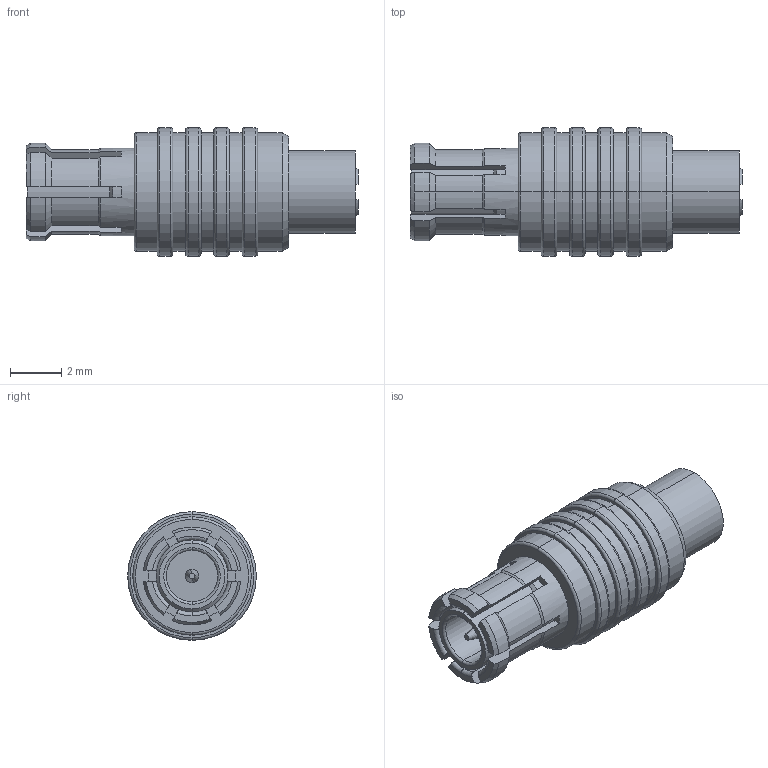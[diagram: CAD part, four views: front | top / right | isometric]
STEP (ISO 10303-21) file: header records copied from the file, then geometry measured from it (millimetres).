
FILE_DESCRIPTION (( 'STEP AP214' ), '1' );
FILE_NAME ('Âèëêà_ÑÐ-50-2-01-Â-Ï-Ïê-034.STEP', '2018-12-04T11:18:03', ( 'User' ), ( '' ), 'SwSTEP 2.0', 'SolidWorks 2016', '' );
FILE_SCHEMA (( 'AUTOMOTIVE_DESIGN' ));
Length unit declared in the file: millimetre
Products named in the file (1): Âèëêà_ÑÐ-50-2-01-Â-Ï-Ïê-034
Bounding box: 12.9 x 5 x 5 mm (x, y, z)
Volume: 145.9 mm3; surface area: 305.6 mm2
Topology: 1 solids, 1 shells, 177 faces, 441 edges, 280 vertices
Faces by surface type: cylinder 61, plane 52, cone 37, torus 27
Entity records: 7498 total; most frequent: CARTESIAN_POINT 1250, DIRECTION 950, ORIENTED_EDGE 882, EDGE_CURVE 441, AXIS2_PLACEMENT_3D 395, VERTEX_POINT 280, CIRCLE 217, EDGE_LOOP 191
